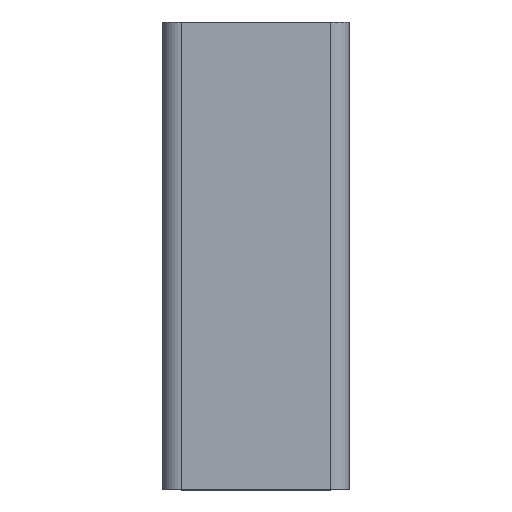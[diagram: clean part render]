
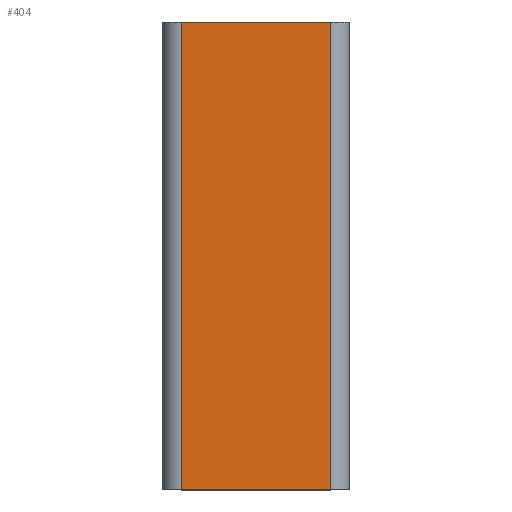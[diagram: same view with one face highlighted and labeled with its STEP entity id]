
A CAD part, top view. The second image highlights one B-rep face of the part: STEP entity #404.
In plain terms, the highlighted planar face has unit normal (0, 0, 1).
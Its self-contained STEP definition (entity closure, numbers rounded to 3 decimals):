
#404 = ADVANCED_FACE( '', ( #970 ), #971, .F. );
#970 = FACE_OUTER_BOUND( '', #1697, .T. );
#971 = PLANE( '', #1698 );
#1697 = EDGE_LOOP( '', ( #3003, #3004, #3005, #3006 ) );
#1698 = AXIS2_PLACEMENT_3D( '', #3007, #3008, #3009 );
#3003 = ORIENTED_EDGE( '', *, *, #4898, .T. );
#3004 = ORIENTED_EDGE( '', *, *, #4984, .F. );
#3005 = ORIENTED_EDGE( '', *, *, #5038, .F. );
#3006 = ORIENTED_EDGE( '', *, *, #5039, .T. );
#3007 = CARTESIAN_POINT( '', ( -16., 100., 40. ) );
#3008 = DIRECTION( '', ( 0., 0., -1. ) );
#3009 = DIRECTION( '', ( 0., 1., 0. ) );
#4898 = EDGE_CURVE( '', #5939, #6126, #6128, .T. );
#4984 = EDGE_CURVE( '', #6250, #6126, #6252, .T. );
#5038 = EDGE_CURVE( '', #6328, #6250, #6329, .T. );
#5039 = EDGE_CURVE( '', #6328, #5939, #6330, .T. );
#5939 = VERTEX_POINT( '', #7462 );
#6126 = VERTEX_POINT( '', #7692 );
#6128 = LINE( '', #7694, #7695 );
#6250 = VERTEX_POINT( '', #7860 );
#6252 = LINE( '', #7862, #7863 );
#6328 = VERTEX_POINT( '', #7966 );
#6329 = LINE( '', #7967, #7968 );
#6330 = LINE( '', #7969, #7970 );
#7462 = CARTESIAN_POINT( '', ( -16., 0., 40. ) );
#7692 = CARTESIAN_POINT( '', ( 16., 0., 40. ) );
#7694 = CARTESIAN_POINT( '', ( -16., 0., 40. ) );
#7695 = VECTOR( '', #9343, 1000. );
#7860 = CARTESIAN_POINT( '', ( 16., 100., 40. ) );
#7862 = CARTESIAN_POINT( '', ( 16., 100., 40. ) );
#7863 = VECTOR( '', #9441, 1000. );
#7966 = CARTESIAN_POINT( '', ( -16., 100., 40. ) );
#7967 = CARTESIAN_POINT( '', ( -16., 100., 40. ) );
#7968 = VECTOR( '', #9499, 1000. );
#7969 = CARTESIAN_POINT( '', ( -16., 100., 40. ) );
#7970 = VECTOR( '', #9500, 1000. );
#9343 = DIRECTION( '', ( 1., 0., 0. ) );
#9441 = DIRECTION( '', ( 0., -1., 0. ) );
#9499 = DIRECTION( '', ( 1., 0., 0. ) );
#9500 = DIRECTION( '', ( 0., -1., 0. ) );
